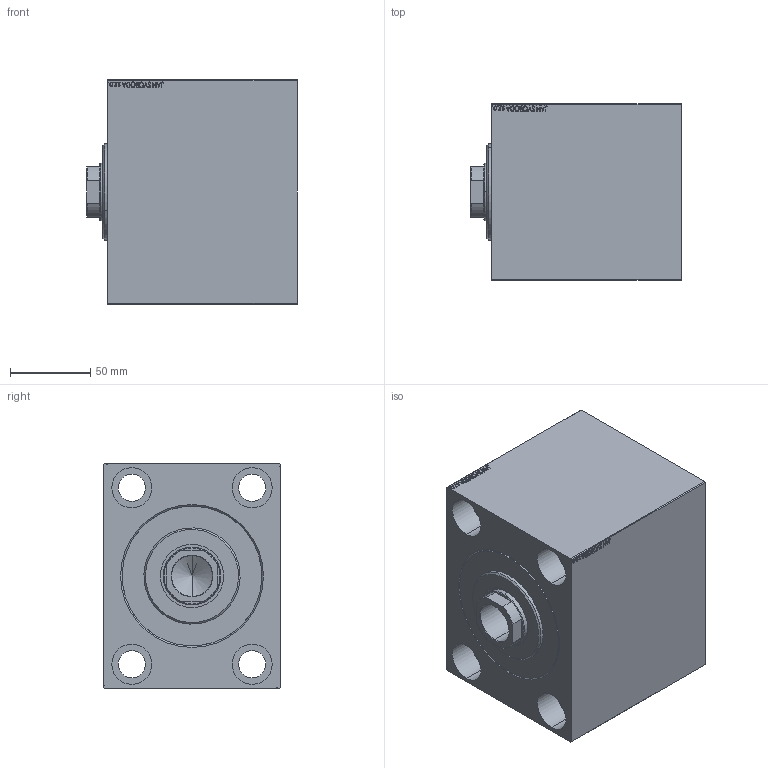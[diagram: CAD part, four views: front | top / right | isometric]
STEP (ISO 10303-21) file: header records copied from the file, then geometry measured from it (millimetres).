
FILE_DESCRIPTION (( 'STEP AP203' ), '1' );
FILE_NAME ('4809.STEP', '2025-10-30T07:28:37', ( '' ), ( '' ), 'SwSTEP 2.0', 'SolidWorks 2019', '' );
FILE_SCHEMA (( 'CONFIG_CONTROL_DESIGN' ));
Length unit declared in the file: millimetre
Products named in the file (4): V450CM_C_Body 624426b449b68442300ebf4d4527c4fc; V450CM_VC_B 624426b449b68442300ebf4d4527c4fc; V450CM_C_VCP 624426b449b68442300ebf4d4527c4fc; 4809
Assembly tree (3 placements, depth 2):
  4809
    V450CM_C_Body 624426b449b68442300ebf4d4527c4fc
    V450CM_C_VCP 624426b449b68442300ebf4d4527c4fc
    V450CM_VC_B 624426b449b68442300ebf4d4527c4fc
Bounding box: 131 x 110 x 140 mm (x, y, z)
Volume: 1622437.3 mm3; surface area: 173826.1 mm2
Topology: 3 solids, 3 shells, 866 faces, 2215 edges, 1469 vertices
Faces by surface type: plane 410, bspline 380, cylinder 62, cone 14
Entity records: 44065 total; most frequent: CARTESIAN_POINT 25118, ORIENTED_EDGE 4426, DIRECTION 2565, EDGE_CURVE 2213, VERTEX_POINT 1469, LINE 1305, VECTOR 1305, EDGE_LOOP 994
